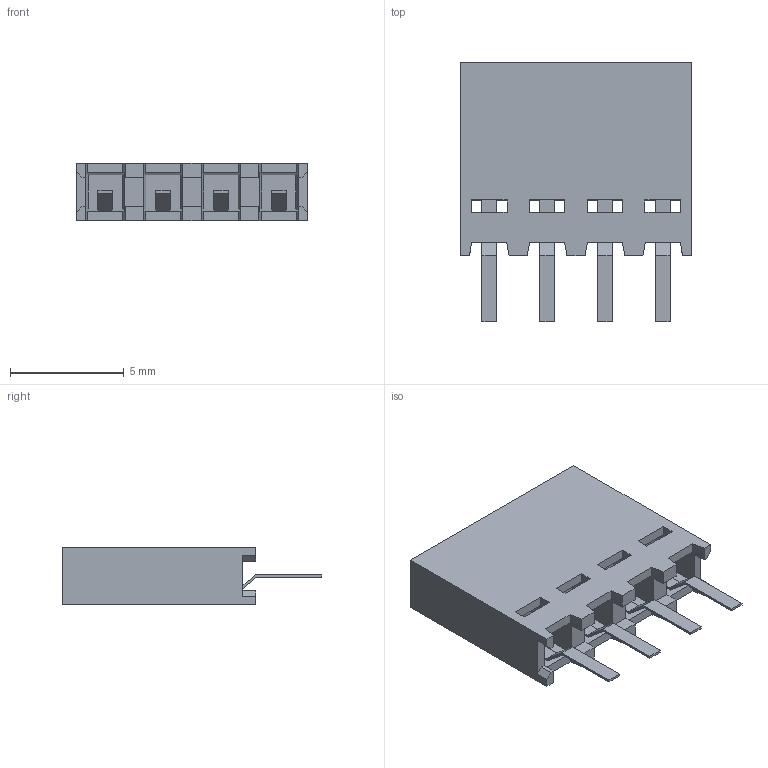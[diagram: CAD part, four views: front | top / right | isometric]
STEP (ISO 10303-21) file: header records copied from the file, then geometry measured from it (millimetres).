
FILE_DESCRIPTION((''),'2;1');
FILE_NAME('901471104','2014-04-10T',('me'),(''),'PRO/ENGINEER BY PARAMETRIC TECHNOLOGY CORPORATION, 2011490','PRO/ENGINEER BY PARAMETRIC TECHNOLOGY CORPORATION, 2011490','');
FILE_SCHEMA(('CONFIG_CONTROL_DESIGN'));
Length unit declared in the file: millimetre
Products named in the file (1): 901471104
Bounding box: 10.16 x 11.4 x 2.54 mm (x, y, z)
Volume: 175.2 mm3; surface area: 363.2 mm2
Topology: 1 solids, 1 shells, 196 faces, 588 edges, 384 vertices
Faces by surface type: plane 196
Entity records: 6523 total; most frequent: CARTESIAN_POINT 1161, ORIENTED_EDGE 1160, DIRECTION 990, VECTOR 580, LINE 580, EDGE_CURVE 580, VERTEX_POINT 376, EDGE_LOOP 210
